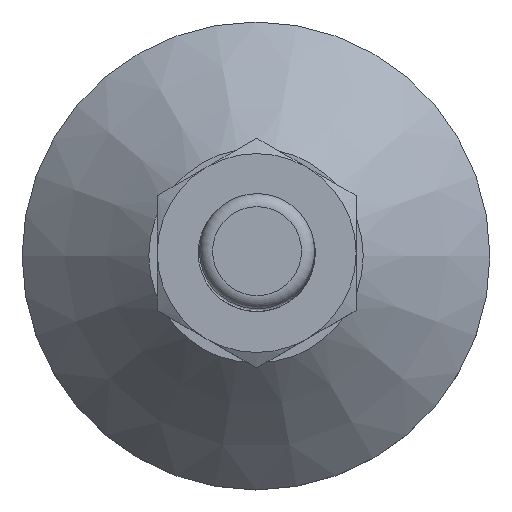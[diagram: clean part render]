
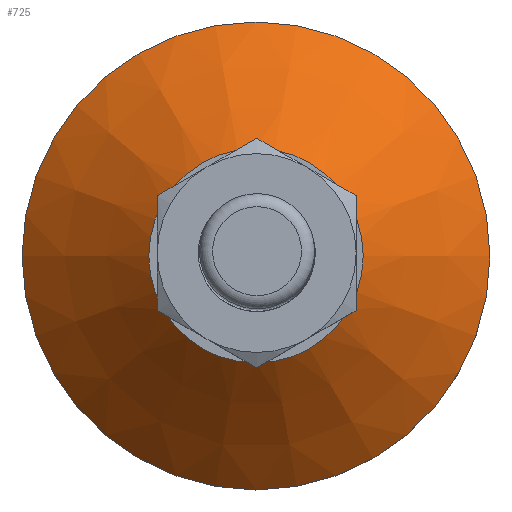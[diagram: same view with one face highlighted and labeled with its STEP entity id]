
A CAD part, top view. The second image highlights one B-rep face of the part: STEP entity #725.
In plain terms, the highlighted conical face has half-angle 45 degrees and reference radius 14.584 mm.
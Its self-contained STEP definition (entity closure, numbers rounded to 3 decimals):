
#133=FACE_OUTER_BOUND('',#186,.T.);
#186=EDGE_LOOP('',(#650,#651,#652,#653));
#221=CIRCLE('',#822,9.168);
#222=CIRCLE('',#823,20.);
#265=LINE('',#2840,#287);
#287=VECTOR('',#1005,14.584);
#348=VERTEX_POINT('',#2837);
#349=VERTEX_POINT('',#2839);
#449=EDGE_CURVE('',#348,#348,#221,.T.);
#450=EDGE_CURVE('',#348,#349,#265,.T.);
#451=EDGE_CURVE('',#349,#349,#222,.T.);
#650=ORIENTED_EDGE('',*,*,#449,.T.);
#651=ORIENTED_EDGE('',*,*,#450,.T.);
#652=ORIENTED_EDGE('',*,*,#451,.T.);
#653=ORIENTED_EDGE('',*,*,#450,.F.);
#678=CONICAL_SURFACE('',#821,14.584,0.785);
#725=ADVANCED_FACE('',(#133),#678,.T.);
#821=AXIS2_PLACEMENT_3D('',#2836,#1001,#1002);
#822=AXIS2_PLACEMENT_3D('',#2838,#1003,#1004);
#823=AXIS2_PLACEMENT_3D('',#2841,#1006,#1007);
#1001=DIRECTION('center_axis',(0.,0.,-1.));
#1002=DIRECTION('ref_axis',(1.,0.,0.));
#1003=DIRECTION('center_axis',(0.,0.,-1.));
#1004=DIRECTION('ref_axis',(1.,0.,0.));
#1005=DIRECTION('',(-0.707,0.,-0.707));
#1006=DIRECTION('center_axis',(0.,0.,1.));
#1007=DIRECTION('ref_axis',(1.,0.,0.));
#2836=CARTESIAN_POINT('Origin',(-21.751,-29.639,-6.705));
#2837=CARTESIAN_POINT('',(-30.919,-29.639,-1.289));
#2838=CARTESIAN_POINT('Origin',(-21.751,-29.639,-1.289));
#2839=CARTESIAN_POINT('',(-41.751,-29.639,-12.121));
#2840=CARTESIAN_POINT('',(-36.335,-29.639,-6.705));
#2841=CARTESIAN_POINT('Origin',(-21.751,-29.639,-12.121));
